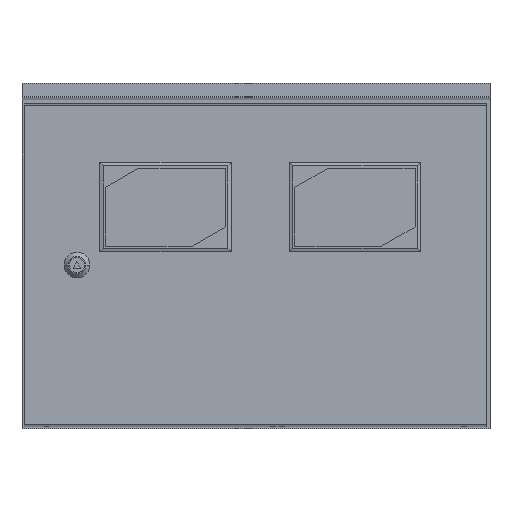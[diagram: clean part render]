
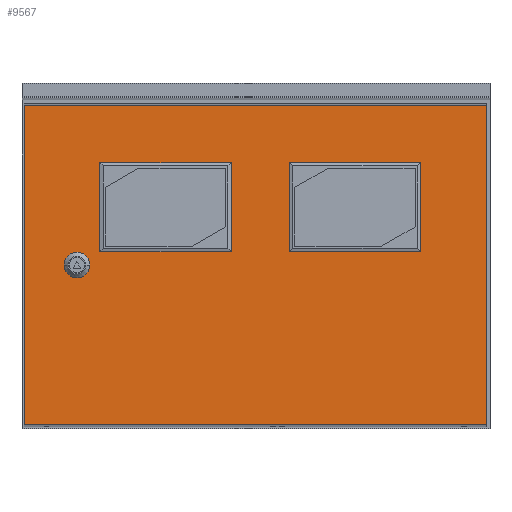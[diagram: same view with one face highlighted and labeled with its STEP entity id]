
A CAD part, top view. The second image highlights one B-rep face of the part: STEP entity #9567.
In plain terms, the highlighted planar face has unit normal (0, 0, 1).
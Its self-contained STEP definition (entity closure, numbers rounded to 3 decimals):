
#10 = CARTESIAN_POINT ( 'NONE',  ( 415., -143.5, 0. ) ) ;
#240 = DIRECTION ( 'NONE',  ( 1., 0., 0. ) ) ;
#344 = VERTEX_POINT ( 'NONE', #4076 ) ;
#498 = CARTESIAN_POINT ( 'NONE',  ( 72.35, 16.35, 0. ) ) ;
#499 = CARTESIAN_POINT ( 'NONE',  ( 242.35, 87.65, 0. ) ) ;
#541 = VERTEX_POINT ( 'NONE', #8112 ) ;
#593 = ORIENTED_EDGE ( 'NONE', *, *, #1773, .F. ) ;
#613 = VECTOR ( 'NONE', #1811, 1000. ) ;
#757 = CARTESIAN_POINT ( 'NONE',  ( 47.5, 0., 0. ) ) ;
#803 = ORIENTED_EDGE ( 'NONE', *, *, #3529, .F. ) ;
#846 = LINE ( 'NONE', #2658, #8592 ) ;
#1086 = EDGE_CURVE ( 'NONE', #6742, #344, #7185, .T. ) ;
#1103 = CARTESIAN_POINT ( 'NONE',  ( 181.65, 87.65, 0. ) ) ;
#1119 = DIRECTION ( 'NONE',  ( 1., 0., 0. ) ) ;
#1175 = VERTEX_POINT ( 'NONE', #7298 ) ;
#1207 = LINE ( 'NONE', #2582, #1416 ) ;
#1219 = AXIS2_PLACEMENT_3D ( 'NONE', #1296, #9507, #4156 ) ;
#1235 = LINE ( 'NONE', #1999, #2971 ) ;
#1296 = CARTESIAN_POINT ( 'NONE',  ( 415., 143.5, 0. ) ) ;
#1416 = VECTOR ( 'NONE', #3447, 1000. ) ;
#1443 = DIRECTION ( 'NONE',  ( -1., 0., 0. ) ) ;
#1547 = CARTESIAN_POINT ( 'NONE',  ( 47.5, 0., 0. ) ) ;
#1768 = VECTOR ( 'NONE', #4212, 1000. ) ;
#1773 = EDGE_CURVE ( 'NONE', #6781, #2311, #1207, .T. ) ;
#1811 = DIRECTION ( 'NONE',  ( 0., -1., 0. ) ) ;
#1812 = CARTESIAN_POINT ( 'NONE',  ( 0., 143.5, 0. ) ) ;
#1999 = CARTESIAN_POINT ( 'NONE',  ( 242.35, 87.65, 0. ) ) ;
#2008 = DIRECTION ( 'NONE',  ( 0., -1., 0. ) ) ;
#2069 = VECTOR ( 'NONE', #4848, 1000. ) ;
#2170 = EDGE_CURVE ( 'NONE', #1175, #6781, #6208, .T. ) ;
#2183 = EDGE_LOOP ( 'NONE', ( #7697, #6895 ) ) ;
#2225 = VERTEX_POINT ( 'NONE', #6269 ) ;
#2311 = VERTEX_POINT ( 'NONE', #9424 ) ;
#2331 = CARTESIAN_POINT ( 'NONE',  ( 242.35, 16.35, 0. ) ) ;
#2582 = CARTESIAN_POINT ( 'NONE',  ( 72.35, 87.65, 0. ) ) ;
#2658 = CARTESIAN_POINT ( 'NONE',  ( 242.35, 87.65, 0. ) ) ;
#2679 = VECTOR ( 'NONE', #8484, 1000. ) ;
#2732 = EDGE_CURVE ( 'NONE', #9143, #541, #4207, .T. ) ;
#2791 = ORIENTED_EDGE ( 'NONE', *, *, #9064, .F. ) ;
#2971 = VECTOR ( 'NONE', #6524, 1000. ) ;
#3040 = VERTEX_POINT ( 'NONE', #499 ) ;
#3384 = VECTOR ( 'NONE', #1119, 1000. ) ;
#3447 = DIRECTION ( 'NONE',  ( -1., 0., 0. ) ) ;
#3529 = EDGE_CURVE ( 'NONE', #6742, #8313, #4825, .T. ) ;
#3537 = VECTOR ( 'NONE', #3753, 1000. ) ;
#3657 = AXIS2_PLACEMENT_3D ( 'NONE', #1547, #8279, #5299 ) ;
#3749 = DIRECTION ( 'NONE',  ( 0., 0., -1. ) ) ;
#3753 = DIRECTION ( 'NONE',  ( -1., 0., 0. ) ) ;
#3983 = LINE ( 'NONE', #8137, #9189 ) ;
#4036 = CARTESIAN_POINT ( 'NONE',  ( 415., 143.5, 0. ) ) ;
#4076 = CARTESIAN_POINT ( 'NONE',  ( 0., 143.5, 0. ) ) ;
#4147 = ORIENTED_EDGE ( 'NONE', *, *, #2170, .F. ) ;
#4156 = DIRECTION ( 'NONE',  ( -1., 0., 0. ) ) ;
#4207 = LINE ( 'NONE', #8882, #7978 ) ;
#4212 = DIRECTION ( 'NONE',  ( -1., 0., 0. ) ) ;
#4315 = VERTEX_POINT ( 'NONE', #5262 ) ;
#4415 = EDGE_CURVE ( 'NONE', #8880, #4315, #5294, .T. ) ;
#4616 = EDGE_CURVE ( 'NONE', #5763, #1175, #5402, .T. ) ;
#4825 = LINE ( 'NONE', #4036, #613 ) ;
#4848 = DIRECTION ( 'NONE',  ( 0., -1., 0. ) ) ;
#4882 = CARTESIAN_POINT ( 'NONE',  ( 415., -143.5, 0. ) ) ;
#4981 = FACE_BOUND ( 'NONE', #9003, .T. ) ;
#5072 = CARTESIAN_POINT ( 'NONE',  ( 242.35, 16.35, 0. ) ) ;
#5262 = CARTESIAN_POINT ( 'NONE',  ( 36., 0., 0. ) ) ;
#5288 = ORIENTED_EDGE ( 'NONE', *, *, #9587, .F. ) ;
#5294 = CIRCLE ( 'NONE', #3657, 11.5 ) ;
#5299 = DIRECTION ( 'NONE',  ( -1., 0., 0. ) ) ;
#5367 = ORIENTED_EDGE ( 'NONE', *, *, #6193, .T. ) ;
#5402 = LINE ( 'NONE', #498, #3384 ) ;
#5654 = AXIS2_PLACEMENT_3D ( 'NONE', #757, #3749, #1443 ) ;
#5763 = VERTEX_POINT ( 'NONE', #9599 ) ;
#5805 = EDGE_CURVE ( 'NONE', #4315, #8880, #9741, .T. ) ;
#5824 = EDGE_LOOP ( 'NONE', ( #5288, #8387, #7254, #5893 ) ) ;
#5845 = LINE ( 'NONE', #1812, #2069 ) ;
#5893 = ORIENTED_EDGE ( 'NONE', *, *, #9355, .F. ) ;
#5951 = ORIENTED_EDGE ( 'NONE', *, *, #1086, .T. ) ;
#6193 = EDGE_CURVE ( 'NONE', #344, #2225, #5845, .T. ) ;
#6208 = LINE ( 'NONE', #7835, #2679 ) ;
#6269 = CARTESIAN_POINT ( 'NONE',  ( 0., -143.5, 0. ) ) ;
#6496 = LINE ( 'NONE', #10, #3537 ) ;
#6524 = DIRECTION ( 'NONE',  ( 0., -1., 0. ) ) ;
#6739 = FACE_BOUND ( 'NONE', #5824, .T. ) ;
#6742 = VERTEX_POINT ( 'NONE', #7872 ) ;
#6781 = VERTEX_POINT ( 'NONE', #1103 ) ;
#6895 = ORIENTED_EDGE ( 'NONE', *, *, #5805, .T. ) ;
#7099 = FACE_OUTER_BOUND ( 'NONE', #9034, .T. ) ;
#7185 = LINE ( 'NONE', #9571, #1768 ) ;
#7194 = PLANE ( 'NONE',  #1219 ) ;
#7254 = ORIENTED_EDGE ( 'NONE', *, *, #2732, .F. ) ;
#7298 = CARTESIAN_POINT ( 'NONE',  ( 181.65, 16.35, 0. ) ) ;
#7404 = CARTESIAN_POINT ( 'NONE',  ( 351.65, 16.35, 0. ) ) ;
#7574 = VECTOR ( 'NONE', #240, 1000. ) ;
#7652 = EDGE_CURVE ( 'NONE', #8313, #2225, #6496, .T. ) ;
#7697 = ORIENTED_EDGE ( 'NONE', *, *, #4415, .T. ) ;
#7745 = ORIENTED_EDGE ( 'NONE', *, *, #7652, .F. ) ;
#7835 = CARTESIAN_POINT ( 'NONE',  ( 181.65, 87.65, 0. ) ) ;
#7872 = CARTESIAN_POINT ( 'NONE',  ( 415., 143.5, 0. ) ) ;
#7978 = VECTOR ( 'NONE', #9651, 1000. ) ;
#8112 = CARTESIAN_POINT ( 'NONE',  ( 351.65, 87.65, 0. ) ) ;
#8137 = CARTESIAN_POINT ( 'NONE',  ( 72.35, 87.65, 0. ) ) ;
#8279 = DIRECTION ( 'NONE',  ( 0., 0., -1. ) ) ;
#8313 = VERTEX_POINT ( 'NONE', #4882 ) ;
#8387 = ORIENTED_EDGE ( 'NONE', *, *, #9080, .F. ) ;
#8484 = DIRECTION ( 'NONE',  ( 0., 1., 0. ) ) ;
#8551 = CARTESIAN_POINT ( 'NONE',  ( 59., 0., 0. ) ) ;
#8592 = VECTOR ( 'NONE', #9546, 1000. ) ;
#8880 = VERTEX_POINT ( 'NONE', #8551 ) ;
#8882 = CARTESIAN_POINT ( 'NONE',  ( 351.65, 87.65, 0. ) ) ;
#9003 = EDGE_LOOP ( 'NONE', ( #9165, #2791, #593, #4147 ) ) ;
#9034 = EDGE_LOOP ( 'NONE', ( #5367, #7745, #803, #5951 ) ) ;
#9064 = EDGE_CURVE ( 'NONE', #2311, #5763, #3983, .T. ) ;
#9080 = EDGE_CURVE ( 'NONE', #541, #3040, #846, .T. ) ;
#9106 = FACE_BOUND ( 'NONE', #2183, .T. ) ;
#9136 = VERTEX_POINT ( 'NONE', #5072 ) ;
#9143 = VERTEX_POINT ( 'NONE', #7404 ) ;
#9165 = ORIENTED_EDGE ( 'NONE', *, *, #4616, .F. ) ;
#9189 = VECTOR ( 'NONE', #2008, 1000. ) ;
#9355 = EDGE_CURVE ( 'NONE', #9136, #9143, #9589, .T. ) ;
#9424 = CARTESIAN_POINT ( 'NONE',  ( 72.35, 87.65, 0. ) ) ;
#9507 = DIRECTION ( 'NONE',  ( 0., 0., -1. ) ) ;
#9546 = DIRECTION ( 'NONE',  ( -1., 0., 0. ) ) ;
#9567 = ADVANCED_FACE ( 'NONE', ( #4981, #6739, #9106, #7099 ), #7194, .F. ) ;
#9571 = CARTESIAN_POINT ( 'NONE',  ( 415., 143.5, 0. ) ) ;
#9587 = EDGE_CURVE ( 'NONE', #3040, #9136, #1235, .T. ) ;
#9589 = LINE ( 'NONE', #2331, #7574 ) ;
#9599 = CARTESIAN_POINT ( 'NONE',  ( 72.35, 16.35, 0. ) ) ;
#9651 = DIRECTION ( 'NONE',  ( 0., 1., 0. ) ) ;
#9741 = CIRCLE ( 'NONE', #5654, 11.5 ) ;
